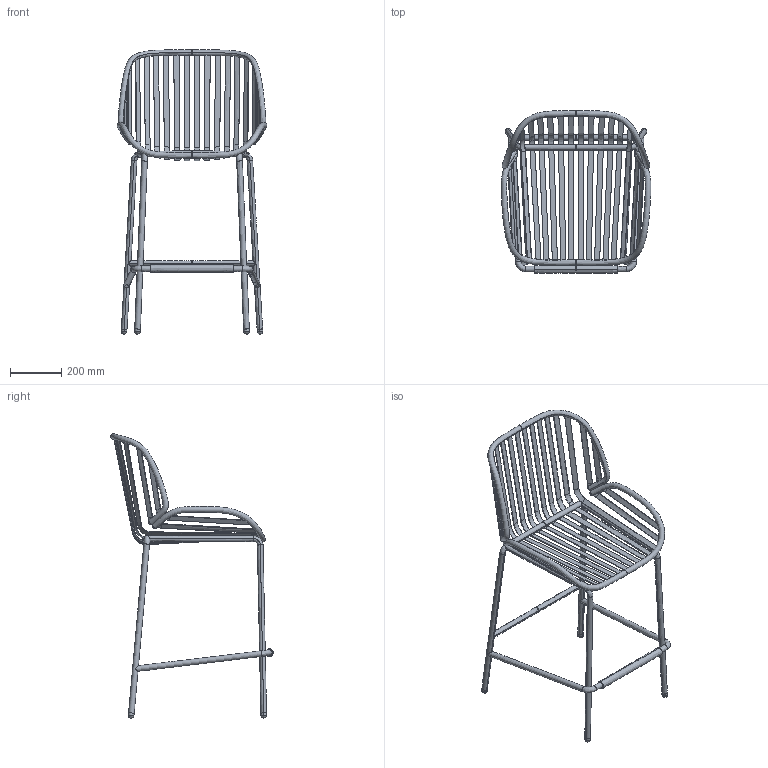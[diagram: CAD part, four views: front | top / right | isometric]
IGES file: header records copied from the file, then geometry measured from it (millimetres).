
Global section: file name: 52HRayure - CB51401 - Taburete.igs; native system: Rhinoceros ( Dec  8 2020 ); preprocessor: Trout Lake IGES 012 Dec  8 2020; date: 240312.174133; units: millimetre
Bounding box: 583.3 x 633.35 x 1109.45 mm (x, y, z)
Surface area: 1502020 mm2 (no closed solid volume)
Topology: 0 solids, 0 shells, 398 faces, 2229 edges, 2209 vertices
Faces by surface type: bspline 398
